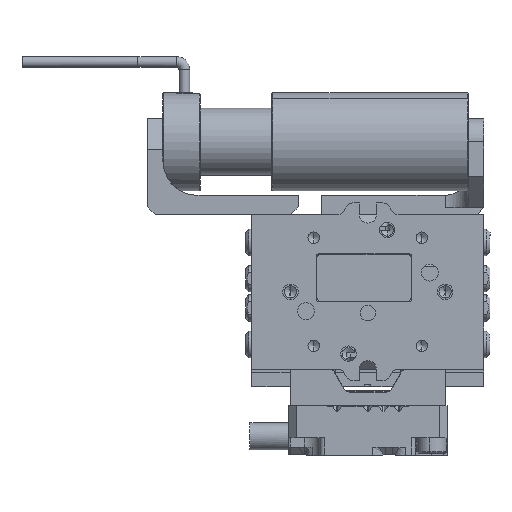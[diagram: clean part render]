
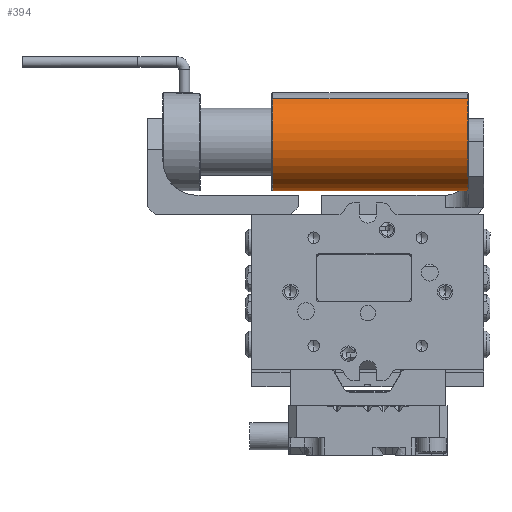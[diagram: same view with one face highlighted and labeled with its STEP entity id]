
A CAD part, front view. The second image highlights one B-rep face of the part: STEP entity #394.
In plain terms, the highlighted cylindrical face has radius 6.35 mm (diameter 12.7 mm), a partial arc.
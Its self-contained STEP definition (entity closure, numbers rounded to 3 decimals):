
#394 = ADVANCED_FACE ( 'NONE', ( #42979 ), #24950, .T. ) ;
#662 = EDGE_LOOP ( 'NONE', ( #35366, #10278, #13836, #32873 ) ) ;
#1875 = AXIS2_PLACEMENT_3D ( 'NONE', #16407, #46116, #26883 ) ;
#2534 = AXIS2_PLACEMENT_3D ( 'NONE', #28829, #9541, #6363 ) ;
#4902 = EDGE_CURVE ( 'NONE', #24473, #16416, #40110, .T. ) ;
#5163 = LINE ( 'NONE', #27855, #7227 ) ;
#6363 = DIRECTION ( 'NONE',  ( -1., 0., 0. ) ) ;
#7096 = CARTESIAN_POINT ( 'NONE',  ( 6.35, 0., 25.4 ) ) ;
#7227 = VECTOR ( 'NONE', #38575, 1000. ) ;
#8874 = VECTOR ( 'NONE', #22492, 1000. ) ;
#9541 = DIRECTION ( 'NONE',  ( 0., 0., -1. ) ) ;
#10278 = ORIENTED_EDGE ( 'NONE', *, *, #18723, .T. ) ;
#11465 = CARTESIAN_POINT ( 'NONE',  ( 0., 0., 0.1 ) ) ;
#11679 = EDGE_CURVE ( 'NONE', #34799, #24473, #5163, .T. ) ;
#13836 = ORIENTED_EDGE ( 'NONE', *, *, #11679, .T. ) ;
#13851 = VERTEX_POINT ( 'NONE', #25003 ) ;
#15133 = LINE ( 'NONE', #7096, #8874 ) ;
#16407 = CARTESIAN_POINT ( 'NONE',  ( 0., 0., 25.3 ) ) ;
#16416 = VERTEX_POINT ( 'NONE', #47040 ) ;
#17513 = AXIS2_PLACEMENT_3D ( 'NONE', #11465, #22922, #46784 ) ;
#18723 = EDGE_CURVE ( 'NONE', #13851, #34799, #26074, .T. ) ;
#19320 = CARTESIAN_POINT ( 'NONE',  ( -6.35, 0., 25.3 ) ) ;
#20387 = EDGE_CURVE ( 'NONE', #13851, #16416, #15133, .T. ) ;
#22492 = DIRECTION ( 'NONE',  ( 0., 0., -1. ) ) ;
#22922 = DIRECTION ( 'NONE',  ( 0., 0., 1. ) ) ;
#24473 = VERTEX_POINT ( 'NONE', #30376 ) ;
#24950 = CYLINDRICAL_SURFACE ( 'NONE', #2534, 6.35 ) ;
#25003 = CARTESIAN_POINT ( 'NONE',  ( 6.35, 0., 25.3 ) ) ;
#26074 = CIRCLE ( 'NONE', #1875, 6.35 ) ;
#26883 = DIRECTION ( 'NONE',  ( 1., 0., 0. ) ) ;
#27855 = CARTESIAN_POINT ( 'NONE',  ( -6.35, 0., 25.4 ) ) ;
#28829 = CARTESIAN_POINT ( 'NONE',  ( 0., 0., 25.4 ) ) ;
#30376 = CARTESIAN_POINT ( 'NONE',  ( -6.35, 0., 0.1 ) ) ;
#32873 = ORIENTED_EDGE ( 'NONE', *, *, #4902, .T. ) ;
#34799 = VERTEX_POINT ( 'NONE', #19320 ) ;
#35366 = ORIENTED_EDGE ( 'NONE', *, *, #20387, .F. ) ;
#38575 = DIRECTION ( 'NONE',  ( 0., 0., -1. ) ) ;
#40110 = CIRCLE ( 'NONE', #17513, 6.35 ) ;
#42979 = FACE_OUTER_BOUND ( 'NONE', #662, .T. ) ;
#46116 = DIRECTION ( 'NONE',  ( 0., 0., -1. ) ) ;
#46784 = DIRECTION ( 'NONE',  ( 1., 0., 0. ) ) ;
#47040 = CARTESIAN_POINT ( 'NONE',  ( 6.35, 0., 0.1 ) ) ;
